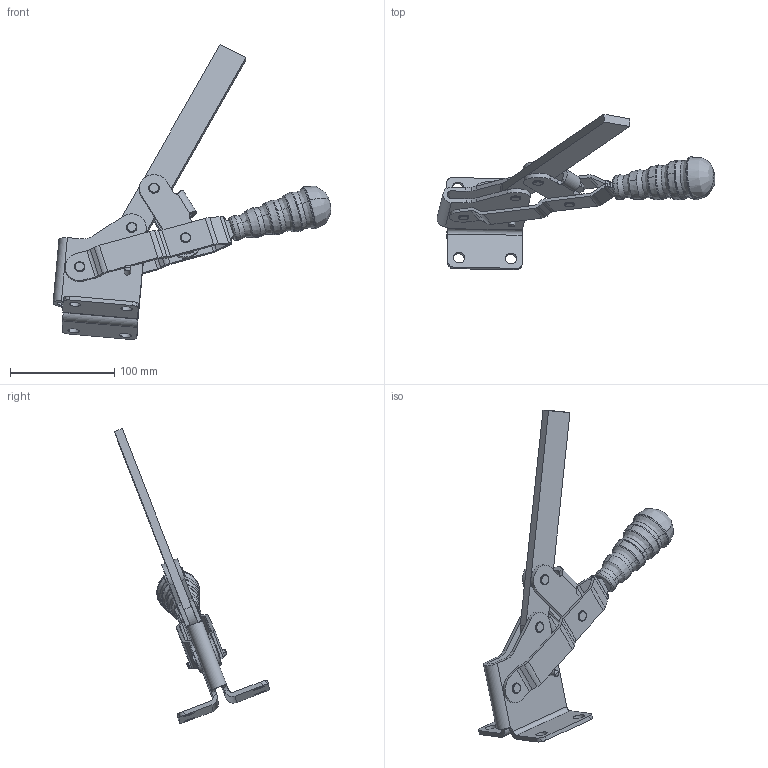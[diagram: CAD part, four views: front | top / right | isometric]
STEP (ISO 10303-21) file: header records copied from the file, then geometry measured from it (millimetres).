
FILE_DESCRIPTION((''),'2;1');
FILE_NAME('216F.0-opened.stp','2005-09-27T21:22:35',('Kysilko'),(''),'Autodesk Inventor 8','Autodesk Inventor 8','');
FILE_SCHEMA(('AUTOMOTIVE_DESIGN { 1 0 10303 214 1 1 1 1 }'));
Length unit declared in the file: millimetre
Products named in the file (1): Part28
Bounding box: 266.62 x 148.76 x 283.04 mm (x, y, z)
Volume: 255456.8 mm3; surface area: 99223.7 mm2
Topology: 1 solids, 5 shells, 1174 faces, 3513 edges, 2138 vertices
Faces by surface type: plane 663, cone 308, cylinder 127, bspline 50, torus 24, sphere 2
Entity records: 41302 total; most frequent: CARTESIAN_POINT 10246, ORIENTED_EDGE 7006, DIRECTION 6503, EDGE_CURVE 3503, AXIS2_PLACEMENT_3D 2459, VERTEX_POINT 2138, VECTOR 1585, LINE 1585
